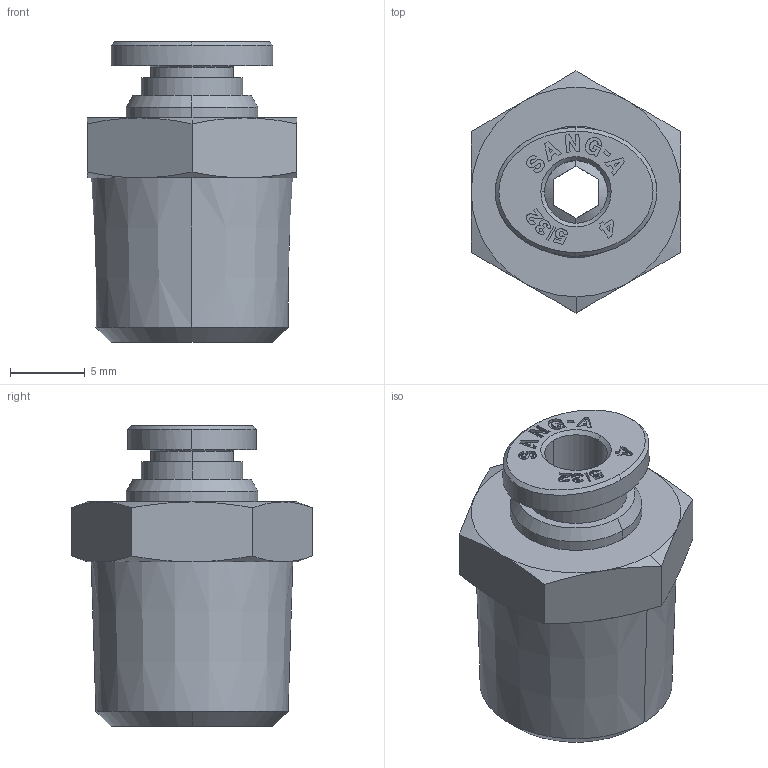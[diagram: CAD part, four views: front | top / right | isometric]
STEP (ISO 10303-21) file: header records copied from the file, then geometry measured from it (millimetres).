
FILE_DESCRIPTION (( 'STEP AP214' ), '1' );
FILE_NAME ('PC04-02.STEP', '2018-09-10T09:04:00', ( '' ), ( '' ), 'SwSTEP 2.0', 'SolidWorks 2018', '' );
FILE_SCHEMA (( 'AUTOMOTIVE_DESIGN' ));
Length unit declared in the file: millimetre
Products named in the file (1): PC04-02
Bounding box: 14 x 16.17 x 20.1 mm (x, y, z)
Surface area: 1381.7 mm2 (no closed solid volume)
Topology: 0 solids, 2 shells, 375 faces, 1168 edges, 772 vertices
Faces by surface type: plane 301, bspline 30, cone 28, cylinder 16
Entity records: 17614 total; most frequent: CARTESIAN_POINT 3507, ORIENTED_EDGE 2156, DIRECTION 1820, EDGE_CURVE 1168, LINE 1000, VECTOR 1000, VERTEX_POINT 772, AXIS2_PLACEMENT_3D 410
